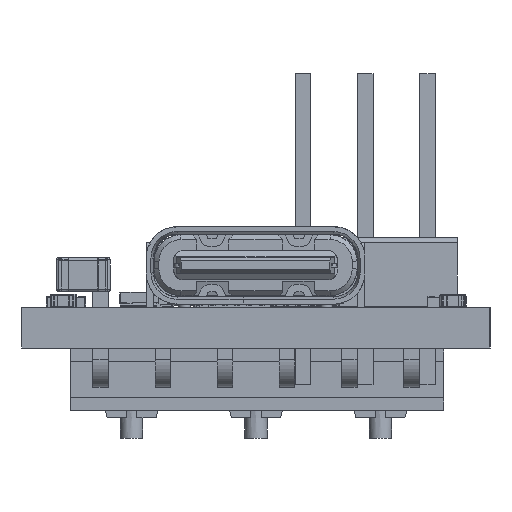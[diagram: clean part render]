
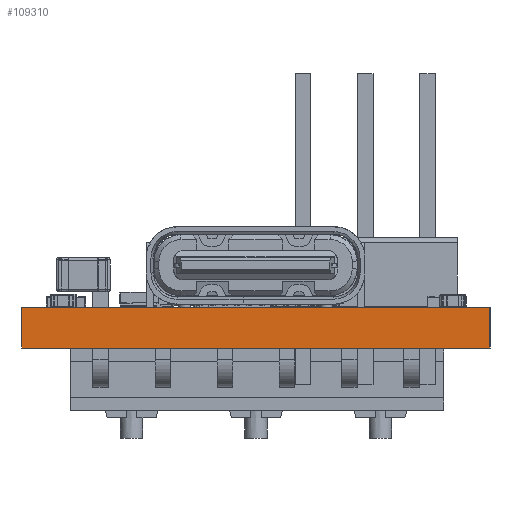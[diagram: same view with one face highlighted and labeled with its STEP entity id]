
A CAD part, left-side view. The second image highlights one B-rep face of the part: STEP entity #109310.
In plain terms, the highlighted free-form (B-spline) face has degree [1, 1] with [2, 2] control points.
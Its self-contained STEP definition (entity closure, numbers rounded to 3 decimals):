
#109225 = VERTEX_POINT('',#109226);
#109226 = CARTESIAN_POINT('',(0.,15.345,-1.327));
#109231 = EDGE_CURVE('',#109225,#109232,#109234,.T.);
#109232 = VERTEX_POINT('',#109233);
#109233 = CARTESIAN_POINT('',(0.,15.345,-0.002));
#109234 = B_SPLINE_CURVE_WITH_KNOTS('',1,(#109235,#109236),
  .UNSPECIFIED.,.F.,.F.,(2,2),(0.,0.165),.PIECEWISE_BEZIER_KNOTS.);
#109235 = CARTESIAN_POINT('',(0.,15.345,-1.327));
#109236 = CARTESIAN_POINT('',(0.,15.345,-0.002));
#109287 = VERTEX_POINT('',#109288);
#109288 = CARTESIAN_POINT('',(0.,0.,-1.327));
#109295 = VERTEX_POINT('',#109296);
#109296 = CARTESIAN_POINT('',(0.,0.,-0.002));
#109301 = EDGE_CURVE('',#109287,#109295,#109302,.T.);
#109302 = B_SPLINE_CURVE_WITH_KNOTS('',1,(#109303,#109304),
  .UNSPECIFIED.,.F.,.F.,(2,2),(0.,0.165),.PIECEWISE_BEZIER_KNOTS.);
#109303 = CARTESIAN_POINT('',(0.,0.,-1.327));
#109304 = CARTESIAN_POINT('',(0.,0.,-0.002));
#109310 = ADVANCED_FACE('',(#109311),#109325,.T.);
#109311 = FACE_BOUND('',#109312,.T.);
#109312 = EDGE_LOOP('',(#109313,#109318,#109319,#109324));
#109313 = ORIENTED_EDGE('',*,*,#109314,.T.);
#109314 = EDGE_CURVE('',#109225,#109287,#109315,.T.);
#109315 = B_SPLINE_CURVE_WITH_KNOTS('',1,(#109316,#109317),
  .UNSPECIFIED.,.F.,.F.,(2,2),(0.,1.911),.PIECEWISE_BEZIER_KNOTS.);
#109316 = CARTESIAN_POINT('',(0.,15.345,-1.327));
#109317 = CARTESIAN_POINT('',(0.,0.,-1.327));
#109318 = ORIENTED_EDGE('',*,*,#109301,.T.);
#109319 = ORIENTED_EDGE('',*,*,#109320,.F.);
#109320 = EDGE_CURVE('',#109232,#109295,#109321,.T.);
#109321 = B_SPLINE_CURVE_WITH_KNOTS('',1,(#109322,#109323),
  .UNSPECIFIED.,.F.,.F.,(2,2),(0.,1.911),.PIECEWISE_BEZIER_KNOTS.);
#109322 = CARTESIAN_POINT('',(0.,15.345,-0.002));
#109323 = CARTESIAN_POINT('',(0.,0.,-0.002));
#109324 = ORIENTED_EDGE('',*,*,#109231,.F.);
#109325 = B_SPLINE_SURFACE_WITH_KNOTS('',1,1,(
    (#109326,#109327)
    ,(#109328,#109329
    )),.UNSPECIFIED.,.F.,.F.,.F.,(2,2),(2,2),(-0.001,1.912),(-0.001,
    0.166),.PIECEWISE_BEZIER_KNOTS.);
#109326 = CARTESIAN_POINT('',(0.,15.353,-1.335));
#109327 = CARTESIAN_POINT('',(0.,15.353,0.006));
#109328 = CARTESIAN_POINT('',(0.,-0.008,-1.335));
#109329 = CARTESIAN_POINT('',(0.,-0.008,0.006)
  );
